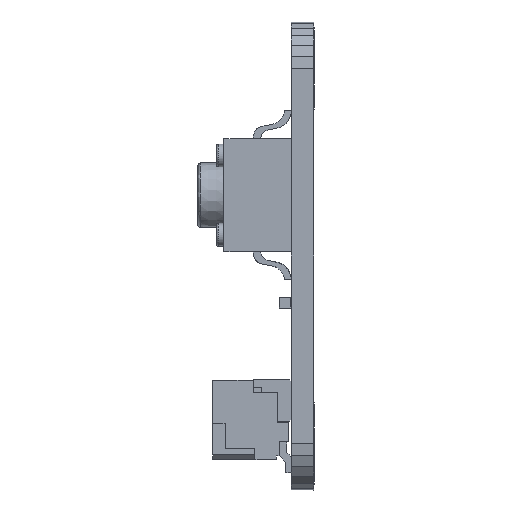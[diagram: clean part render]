
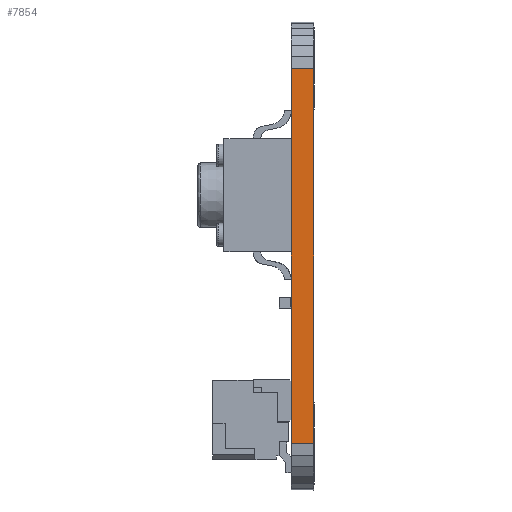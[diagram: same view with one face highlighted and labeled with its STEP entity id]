
A CAD part, left-side view. The second image highlights one B-rep face of the part: STEP entity #7854.
In plain terms, the highlighted planar face has unit normal (-1, 0, 0).
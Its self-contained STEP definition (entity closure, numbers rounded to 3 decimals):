
#912 = DIRECTION ( 'NONE',  ( 0., -1., 0. ) ) ;
#1324 = VERTEX_POINT ( 'NONE', #4374 ) ;
#1326 = ORIENTED_EDGE ( 'NONE', *, *, #5934, .T. ) ;
#2636 = EDGE_CURVE ( 'NONE', #24018, #1324, #11827, .T. ) ;
#3316 = DIRECTION ( 'NONE',  ( 0., 1., 0. ) ) ;
#3424 = ORIENTED_EDGE ( 'NONE', *, *, #2636, .T. ) ;
#4120 = FACE_OUTER_BOUND ( 'NONE', #10092, .T. ) ;
#4374 = CARTESIAN_POINT ( 'NONE',  ( 0., 2.5, 0. ) ) ;
#4831 = CARTESIAN_POINT ( 'NONE',  ( 0., 22.5, 0. ) ) ;
#5173 = CARTESIAN_POINT ( 'NONE',  ( 0., 22.5, 0. ) ) ;
#5934 = EDGE_CURVE ( 'NONE', #1324, #26007, #21560, .T. ) ;
#7690 = ORIENTED_EDGE ( 'NONE', *, *, #10933, .F. ) ;
#7854 = ADVANCED_FACE ( 'NONE', ( #4120 ), #25407, .T. ) ;
#7869 = CARTESIAN_POINT ( 'NONE',  ( 0., 2.5, -1.2 ) ) ;
#9714 = ORIENTED_EDGE ( 'NONE', *, *, #15779, .F. ) ;
#10092 = EDGE_LOOP ( 'NONE', ( #3424, #1326, #7690, #9714 ) ) ;
#10555 = VECTOR ( 'NONE', #25432, 1000. ) ;
#10933 = EDGE_CURVE ( 'NONE', #18588, #26007, #22366, .T. ) ;
#11096 = CARTESIAN_POINT ( 'NONE',  ( 0., 22.5, -1.2 ) ) ;
#11241 = LINE ( 'NONE', #21208, #27833 ) ;
#11827 = LINE ( 'NONE', #13811, #25333 ) ;
#11954 = CARTESIAN_POINT ( 'NONE',  ( 0., 22.5, 0. ) ) ;
#12883 = VECTOR ( 'NONE', #3316, 1000. ) ;
#13690 = AXIS2_PLACEMENT_3D ( 'NONE', #11954, #27404, #912 ) ;
#13709 = DIRECTION ( 'NONE',  ( 0., 0., 1. ) ) ;
#13811 = CARTESIAN_POINT ( 'NONE',  ( 0., 2.5, 0. ) ) ;
#15779 = EDGE_CURVE ( 'NONE', #24018, #18588, #11241, .T. ) ;
#16458 = CARTESIAN_POINT ( 'NONE',  ( 0., 22.5, 0. ) ) ;
#18588 = VERTEX_POINT ( 'NONE', #11096 ) ;
#19311 = DIRECTION ( 'NONE',  ( 0., 1., 0. ) ) ;
#21208 = CARTESIAN_POINT ( 'NONE',  ( 0., 0., -1.2 ) ) ;
#21560 = LINE ( 'NONE', #16458, #12883 ) ;
#22366 = LINE ( 'NONE', #5173, #10555 ) ;
#24018 = VERTEX_POINT ( 'NONE', #7869 ) ;
#25333 = VECTOR ( 'NONE', #13709, 1000. ) ;
#25407 = PLANE ( 'NONE',  #13690 ) ;
#25432 = DIRECTION ( 'NONE',  ( 0., 0., 1. ) ) ;
#26007 = VERTEX_POINT ( 'NONE', #4831 ) ;
#27404 = DIRECTION ( 'NONE',  ( -1., 0., 0. ) ) ;
#27833 = VECTOR ( 'NONE', #19311, 1000. ) ;
